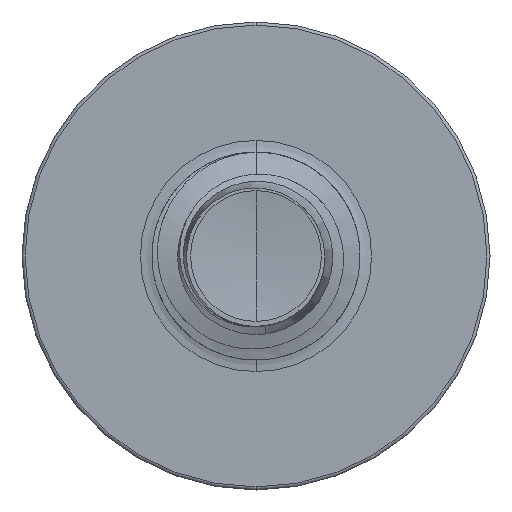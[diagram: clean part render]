
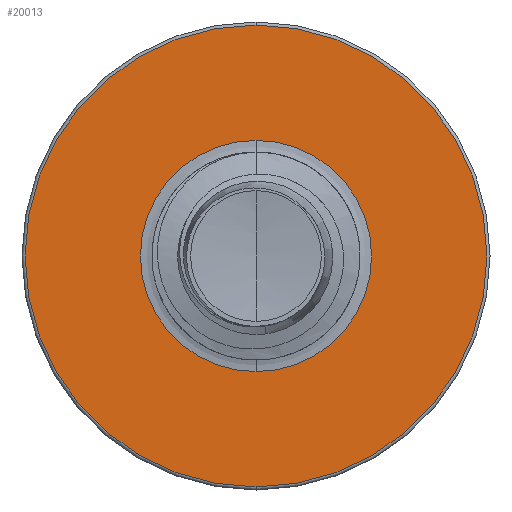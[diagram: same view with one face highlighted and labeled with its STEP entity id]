
A CAD part, front view. The second image highlights one B-rep face of the part: STEP entity #20013.
In plain terms, the highlighted planar face has unit normal (0, -1, 0).
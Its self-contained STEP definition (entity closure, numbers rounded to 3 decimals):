
#655 = DIRECTION ( 'NONE',  ( 0., 0., 1. ) ) ;
#701 = DIRECTION ( 'NONE',  ( 0., 1., 0. ) ) ;
#738 = CARTESIAN_POINT ( 'NONE',  ( 0., 5.5, 0. ) ) ;
#947 = DIRECTION ( 'NONE',  ( 0., 0., 1. ) ) ;
#993 = DIRECTION ( 'NONE',  ( 0., 1., 0. ) ) ;
#1043 = CARTESIAN_POINT ( 'NONE',  ( 0., 5.5, 0. ) ) ;
#1336 = CIRCLE ( 'NONE', #8890, 1.112 ) ;
#3236 = DIRECTION ( 'NONE',  ( 0., 0., 1. ) ) ;
#3337 = DIRECTION ( 'NONE',  ( 0., 1., 0. ) ) ;
#3370 = CARTESIAN_POINT ( 'NONE',  ( 0., 5.5, 0. ) ) ;
#3793 = VERTEX_POINT ( 'NONE', #11258 ) ;
#4006 = EDGE_LOOP ( 'NONE', ( #21562, #12215 ) ) ;
#4218 = FACE_BOUND ( 'NONE', #16027, .T. ) ;
#4457 = ORIENTED_EDGE ( 'NONE', *, *, #20816, .T. ) ;
#6710 = DIRECTION ( 'NONE',  ( 0., 0., 1. ) ) ;
#6722 = DIRECTION ( 'NONE',  ( 0., 1., 0. ) ) ;
#6763 = CARTESIAN_POINT ( 'NONE',  ( 0., 5.5, 0. ) ) ;
#8167 = CIRCLE ( 'NONE', #19229, 2.22 ) ;
#8890 = AXIS2_PLACEMENT_3D ( 'NONE', #738, #701, #655 ) ;
#9718 = VERTEX_POINT ( 'NONE', #17818 ) ;
#10006 = CARTESIAN_POINT ( 'NONE',  ( 0., 5.5, 2.22 ) ) ;
#11258 = CARTESIAN_POINT ( 'NONE',  ( 0., 5.5, -1.112 ) ) ;
#11532 = CIRCLE ( 'NONE', #18744, 1.112 ) ;
#12215 = ORIENTED_EDGE ( 'NONE', *, *, #21107, .F. ) ;
#12872 = ORIENTED_EDGE ( 'NONE', *, *, #14121, .T. ) ;
#13047 = CIRCLE ( 'NONE', #21870, 2.22 ) ;
#14121 = EDGE_CURVE ( 'NONE', #3793, #9718, #1336, .T. ) ;
#15185 = CARTESIAN_POINT ( 'NONE',  ( 0., 5.5, -2.22 ) ) ;
#15964 = FACE_OUTER_BOUND ( 'NONE', #4006, .T. ) ;
#16027 = EDGE_LOOP ( 'NONE', ( #4457, #12872 ) ) ;
#17818 = CARTESIAN_POINT ( 'NONE',  ( 0., 5.5, 1.112 ) ) ;
#18500 = VERTEX_POINT ( 'NONE', #10006 ) ;
#18744 = AXIS2_PLACEMENT_3D ( 'NONE', #6763, #6722, #6710 ) ;
#18889 = DIRECTION ( 'NONE',  ( 0., 0., 1. ) ) ;
#18927 = DIRECTION ( 'NONE',  ( 0., 1., 0. ) ) ;
#18943 = PLANE ( 'NONE',  #19550 ) ;
#19229 = AXIS2_PLACEMENT_3D ( 'NONE', #1043, #993, #947 ) ;
#19262 = CARTESIAN_POINT ( 'NONE',  ( 0., 5.5, -1.112 ) ) ;
#19550 = AXIS2_PLACEMENT_3D ( 'NONE', #19262, #18927, #18889 ) ;
#19573 = VERTEX_POINT ( 'NONE', #15185 ) ;
#19832 = EDGE_CURVE ( 'NONE', #18500, #19573, #13047, .T. ) ;
#20013 = ADVANCED_FACE ( 'NONE', ( #15964, #4218 ), #18943, .F. ) ;
#20816 = EDGE_CURVE ( 'NONE', #9718, #3793, #11532, .T. ) ;
#21107 = EDGE_CURVE ( 'NONE', #19573, #18500, #8167, .T. ) ;
#21562 = ORIENTED_EDGE ( 'NONE', *, *, #19832, .F. ) ;
#21870 = AXIS2_PLACEMENT_3D ( 'NONE', #3370, #3337, #3236 ) ;
